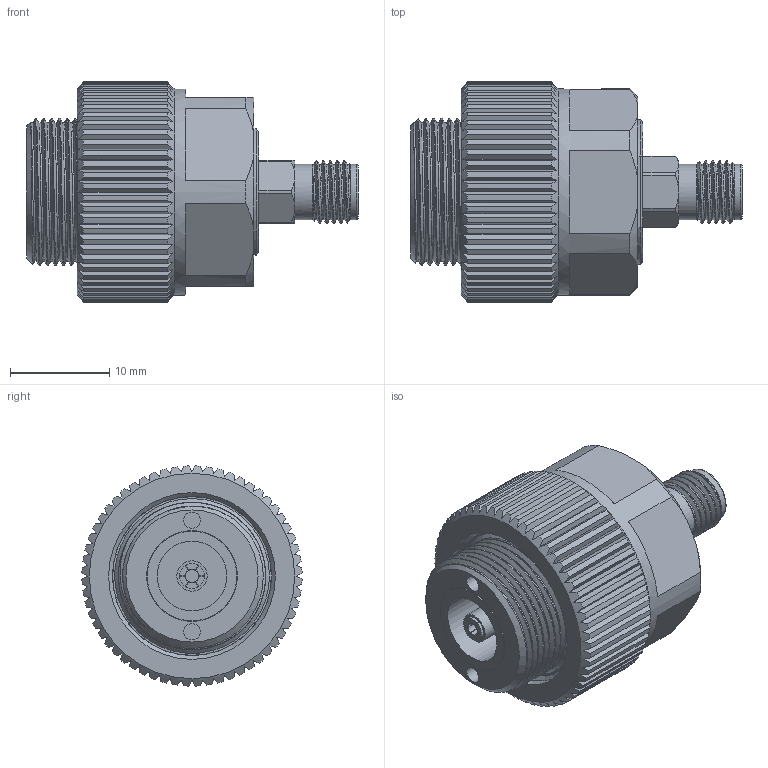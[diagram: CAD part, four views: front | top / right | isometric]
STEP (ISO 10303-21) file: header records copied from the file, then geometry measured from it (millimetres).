
FILE_DESCRIPTION (( 'STEP AP203' ), '1' );
FILE_NAME ('PE9214.step', '2020-04-27T18:57:56', ( '' ), ( '' ), 'SwSTEP 2.0', 'SolidWorks 2018', '' );
FILE_SCHEMA (( 'CONFIG_CONTROL_DESIGN' ));
Length unit declared in the file: inch
Products named in the file (1): PE9214
Bounding box: 33.38 x 22.13 x 22.13 mm (x, y, z)
Volume: 6914.7 mm3; surface area: 4420.4 mm2
Topology: 1 solids, 1 shells, 330 faces, 900 edges, 588 vertices
Faces by surface type: plane 199, cylinder 98, cone 25, bspline 7, torus 1
Full cylindrical faces by diameter (mm): 0.94 x1, 1.194 x1, 1.32 x1, 1.651 x2, 3.05 x1, 4.572 x1, 5.582 x2, 7 x1, 9.032 x1, 9.134 x1, 14.6 x1, 15.616 x1, 15.951 x1, 16.002 x1, 16.764 x1, 20.777 x1
Entity records: 14159 total; most frequent: CARTESIAN_POINT 6337, ORIENTED_EDGE 1722, DIRECTION 1456, EDGE_CURVE 861, VERTEX_POINT 575, AXIS2_PLACEMENT_3D 570, EDGE_LOOP 370, FACE_OUTER_BOUND 348
